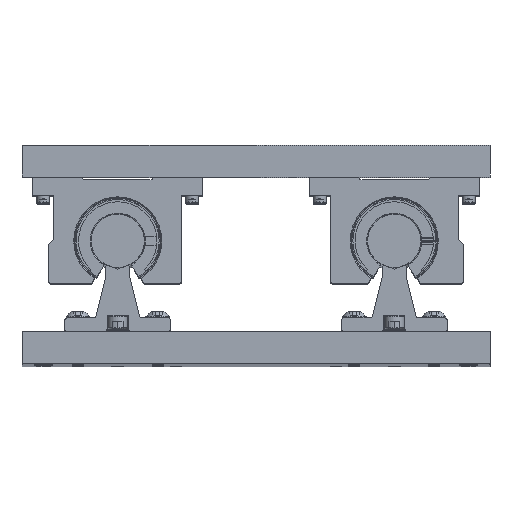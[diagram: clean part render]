
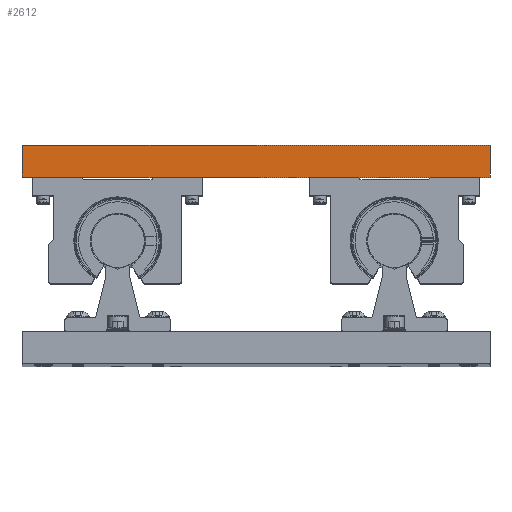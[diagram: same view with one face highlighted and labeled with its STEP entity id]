
A CAD part, top view. The second image highlights one B-rep face of the part: STEP entity #2612.
In plain terms, the highlighted planar face has unit normal (0, 0, 1).
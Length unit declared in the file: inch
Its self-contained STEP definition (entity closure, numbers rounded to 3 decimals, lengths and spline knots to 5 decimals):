
#175 = ORIENTED_EDGE ( 'NONE', *, *, #132389, .F. ) ;
#2612 = ADVANCED_FACE ( 'NONE', ( #97914 ), #118851, .F. ) ;
#2813 = LINE ( 'NONE', #105537, #55216 ) ;
#12254 = VECTOR ( 'NONE', #83297, 39.37008 ) ;
#12522 = EDGE_CURVE ( 'NONE', #25312, #70646, #2813, .T. ) ;
#15934 = CARTESIAN_POINT ( 'NONE',  ( -5.5, 3.625, -0.5 ) ) ;
#25093 = CARTESIAN_POINT ( 'NONE',  ( 5.5, 3.625, -0.5 ) ) ;
#25312 = VERTEX_POINT ( 'NONE', #15934 ) ;
#36179 = DIRECTION ( 'NONE',  ( 1., 0., 0. ) ) ;
#39500 = DIRECTION ( 'NONE',  ( 1., 0., 0. ) ) ;
#41906 = ORIENTED_EDGE ( 'NONE', *, *, #12522, .T. ) ;
#55216 = VECTOR ( 'NONE', #39500, 39.37008 ) ;
#66335 = ORIENTED_EDGE ( 'NONE', *, *, #87297, .F. ) ;
#66452 = LINE ( 'NONE', #112198, #98589 ) ;
#70646 = VERTEX_POINT ( 'NONE', #25093 ) ;
#70789 = EDGE_CURVE ( 'NONE', #103422, #25312, #105741, .T. ) ;
#83297 = DIRECTION ( 'NONE',  ( 0., -1., 0. ) ) ;
#87205 = CARTESIAN_POINT ( 'NONE',  ( -5.5, 4.375, -0.5 ) ) ;
#87297 = EDGE_CURVE ( 'NONE', #103422, #124364, #103651, .T. ) ;
#97914 = FACE_OUTER_BOUND ( 'NONE', #136821, .T. ) ;
#98589 = VECTOR ( 'NONE', #135390, 39.37008 ) ;
#103422 = VERTEX_POINT ( 'NONE', #87205 ) ;
#103651 = LINE ( 'NONE', #105142, #123769 ) ;
#105142 = CARTESIAN_POINT ( 'NONE',  ( -5.5, 4.375, -0.5 ) ) ;
#105537 = CARTESIAN_POINT ( 'NONE',  ( -5.5, 3.625, -0.5 ) ) ;
#105741 = LINE ( 'NONE', #140219, #12254 ) ;
#108371 = CARTESIAN_POINT ( 'NONE',  ( -5.5, 4.375, -0.5 ) ) ;
#109121 = DIRECTION ( 'NONE',  ( -1., 0., 0. ) ) ;
#112198 = CARTESIAN_POINT ( 'NONE',  ( 5.5, 4.375, -0.5 ) ) ;
#118119 = DIRECTION ( 'NONE',  ( 0., 0., -1. ) ) ;
#118851 = PLANE ( 'NONE',  #144671 ) ;
#123769 = VECTOR ( 'NONE', #36179, 39.37008 ) ;
#124364 = VERTEX_POINT ( 'NONE', #130938 ) ;
#130938 = CARTESIAN_POINT ( 'NONE',  ( 5.5, 4.375, -0.5 ) ) ;
#132389 = EDGE_CURVE ( 'NONE', #124364, #70646, #66452, .T. ) ;
#135390 = DIRECTION ( 'NONE',  ( 0., -1., 0. ) ) ;
#136821 = EDGE_LOOP ( 'NONE', ( #41906, #175, #66335, #138659 ) ) ;
#138659 = ORIENTED_EDGE ( 'NONE', *, *, #70789, .T. ) ;
#140219 = CARTESIAN_POINT ( 'NONE',  ( -5.5, 4.375, -0.5 ) ) ;
#144671 = AXIS2_PLACEMENT_3D ( 'NONE', #108371, #118119, #109121 ) ;
